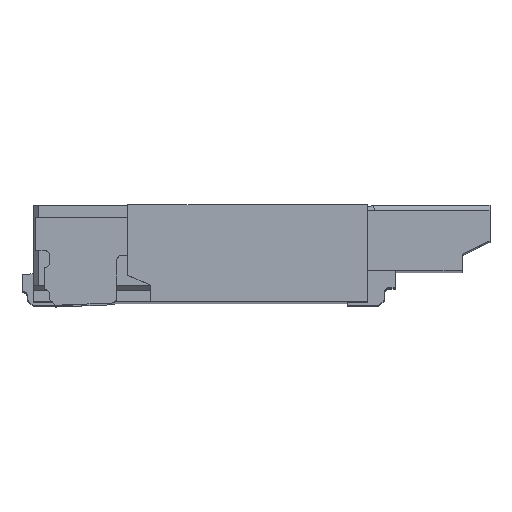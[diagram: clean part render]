
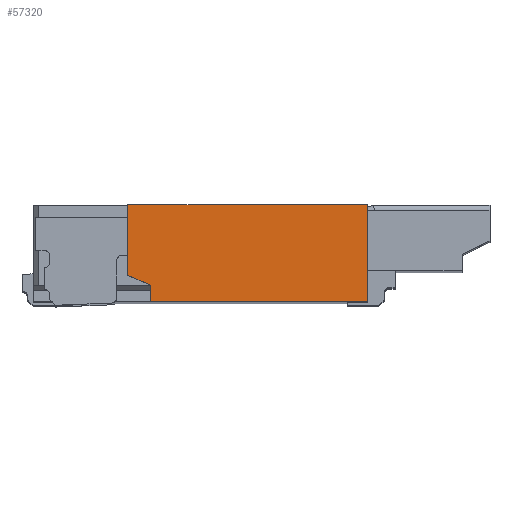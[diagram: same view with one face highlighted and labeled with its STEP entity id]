
A CAD part, top view. The second image highlights one B-rep face of the part: STEP entity #57320.
In plain terms, the highlighted planar face has unit normal (0, 0, 1).
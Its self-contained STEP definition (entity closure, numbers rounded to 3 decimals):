
#17300=CARTESIAN_POINT('',(-0.792,0.,
4.315));
#17310=DIRECTION('',(0.,1.,0.));
#17320=VECTOR('',#17310,1.);
#17330=LINE('',#17300,#17320);
#17340=CARTESIAN_POINT('',(-0.792,2.214,4.315));
#17350=VERTEX_POINT('',#17340);
#17360=CARTESIAN_POINT('',(-0.792,2.844,4.315)
);
#17370=VERTEX_POINT('',#17360);
#17380=EDGE_CURVE('',#17350,#17370,#17330,.T.);
#24240=CARTESIAN_POINT('',(-0.592,0.,
4.315));
#24250=DIRECTION('',(0.,1.,0.));
#24260=VECTOR('',#24250,1.);
#24270=LINE('',#24240,#24260);
#24280=CARTESIAN_POINT('',(-0.592,1.974,4.315))
;
#24290=VERTEX_POINT('',#24280);
#24300=CARTESIAN_POINT('',(-0.592,2.124,4.315));
#24310=VERTEX_POINT('',#24300);
#24320=EDGE_CURVE('',#24290,#24310,#24270,.T.);
#30970=CARTESIAN_POINT('',(0.,1.857,
4.315));
#30980=DIRECTION('',(-0.912,0.41,0.));
#30990=VECTOR('',#30980,1.);
#31000=LINE('',#30970,#30990);
#31010=EDGE_CURVE('',#24310,#17350,#31000,.T.);
#56860=CARTESIAN_POINT('',(1.358,1.974,4.315));
#56870=VERTEX_POINT('',#56860);
#56900=CARTESIAN_POINT('',(1.358,0.,4.315
));
#56910=DIRECTION('',(0.,-1.,0.));
#56920=VECTOR('',#56910,1.);
#56930=LINE('',#56900,#56920);
#56940=CARTESIAN_POINT('',(1.358,2.844,4.315));
#56950=VERTEX_POINT('',#56940);
#56960=EDGE_CURVE('',#56950,#56870,#56930,.T.);
#57090=CARTESIAN_POINT('',(-0.631,2.755,
4.315));
#57100=DIRECTION('',(0.,0.,1.));
#57110=DIRECTION('',(1.,0.,0.));
#57120=AXIS2_PLACEMENT_3D('',#57090,#57100,#57110);
#57130=PLANE('',#57120);
#57140=ORIENTED_EDGE('',*,*,#31010,.F.);
#57150=ORIENTED_EDGE('',*,*,#17380,.F.);
#57160=CARTESIAN_POINT('',(-0.402,2.844,4.315)
);
#57170=DIRECTION('',(-1.,0.,0.));
#57180=VECTOR('',#57170,1.);
#57190=LINE('',#57160,#57180);
#57200=EDGE_CURVE('',#56950,#17370,#57190,.T.);
#57210=ORIENTED_EDGE('',*,*,#57200,.T.);
#57220=ORIENTED_EDGE('',*,*,#56960,.F.);
#57230=CARTESIAN_POINT('',(0.,1.974,
4.315));
#57240=DIRECTION('',(-1.,0.,0.));
#57250=VECTOR('',#57240,1.);
#57260=LINE('',#57230,#57250);
#57270=EDGE_CURVE('',#56870,#24290,#57260,.T.);
#57280=ORIENTED_EDGE('',*,*,#57270,.F.);
#57290=ORIENTED_EDGE('',*,*,#24320,.F.);
#57300=EDGE_LOOP('',(#57290,#57280,#57220,#57210,#57150,#57140));
#57310=FACE_OUTER_BOUND('',#57300,.T.);
#57320=ADVANCED_FACE('',(#57310),#57130,.T.);
